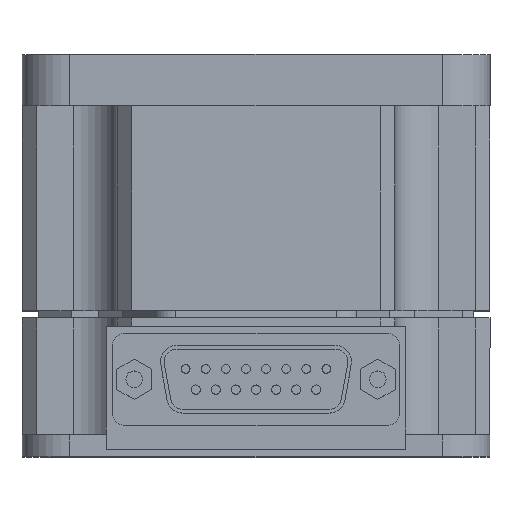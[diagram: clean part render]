
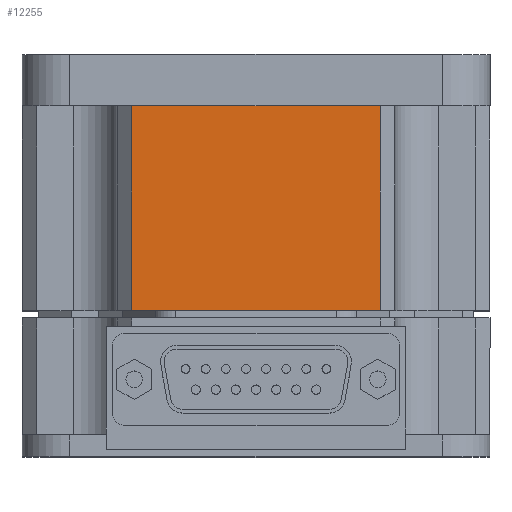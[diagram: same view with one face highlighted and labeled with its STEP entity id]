
A CAD part, top view. The second image highlights one B-rep face of the part: STEP entity #12255.
In plain terms, the highlighted planar face has unit normal (0, 0, 1).
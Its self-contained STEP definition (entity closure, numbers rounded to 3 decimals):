
#159 = FACE_OUTER_BOUND ( 'NONE', #2880, .T. ) ;
#895 = VERTEX_POINT ( 'NONE', #9607 ) ;
#905 = VECTOR ( 'NONE', #2536, 1000. ) ;
#913 = CARTESIAN_POINT ( 'NONE',  ( 17., 20., 32. ) ) ;
#1230 = CARTESIAN_POINT ( 'NONE',  ( -17., 20., 32. ) ) ;
#1694 = VECTOR ( 'NONE', #11388, 1000. ) ;
#1882 = ORIENTED_EDGE ( 'NONE', *, *, #11019, .F. ) ;
#2536 = DIRECTION ( 'NONE',  ( 0., -1., 0. ) ) ;
#2726 = ORIENTED_EDGE ( 'NONE', *, *, #7667, .T. ) ;
#2746 = VERTEX_POINT ( 'NONE', #12132 ) ;
#2880 = EDGE_LOOP ( 'NONE', ( #1882, #12256, #2726, #3104 ) ) ;
#3104 = ORIENTED_EDGE ( 'NONE', *, *, #6754, .F. ) ;
#3134 = VERTEX_POINT ( 'NONE', #7060 ) ;
#3233 = DIRECTION ( 'NONE',  ( 0., 0., -1. ) ) ;
#3979 = VERTEX_POINT ( 'NONE', #913 ) ;
#4094 = LINE ( 'NONE', #1230, #5306 ) ;
#4716 = AXIS2_PLACEMENT_3D ( 'NONE', #12343, #3233, #7286 ) ;
#5054 = CARTESIAN_POINT ( 'NONE',  ( 25.5, 48., 32. ) ) ;
#5306 = VECTOR ( 'NONE', #10340, 1000. ) ;
#6369 = CARTESIAN_POINT ( 'NONE',  ( 17., 500000., 32. ) ) ;
#6754 = EDGE_CURVE ( 'NONE', #895, #3979, #10568, .T. ) ;
#7060 = CARTESIAN_POINT ( 'NONE',  ( -17., 48., 32. ) ) ;
#7286 = DIRECTION ( 'NONE',  ( -1., 0., 0. ) ) ;
#7296 = DIRECTION ( 'NONE',  ( 0., -1., 0. ) ) ;
#7522 = CARTESIAN_POINT ( 'NONE',  ( -17., 500000., 32. ) ) ;
#7667 = EDGE_CURVE ( 'NONE', #2746, #3979, #4094, .T. ) ;
#8598 = LINE ( 'NONE', #7522, #905 ) ;
#8683 = VECTOR ( 'NONE', #7296, 1000. ) ;
#9124 = LINE ( 'NONE', #5054, #1694 ) ;
#9607 = CARTESIAN_POINT ( 'NONE',  ( 17., 48., 32. ) ) ;
#10340 = DIRECTION ( 'NONE',  ( 1., 0., 0. ) ) ;
#10568 = LINE ( 'NONE', #6369, #8683 ) ;
#11019 = EDGE_CURVE ( 'NONE', #3134, #895, #9124, .T. ) ;
#11215 = PLANE ( 'NONE',  #4716 ) ;
#11388 = DIRECTION ( 'NONE',  ( 1., 0., 0. ) ) ;
#12132 = CARTESIAN_POINT ( 'NONE',  ( -17., 20., 32. ) ) ;
#12255 = ADVANCED_FACE ( 'NONE', ( #159 ), #11215, .F. ) ;
#12256 = ORIENTED_EDGE ( 'NONE', *, *, #12579, .T. ) ;
#12343 = CARTESIAN_POINT ( 'NONE',  ( -17., 500000., 32. ) ) ;
#12579 = EDGE_CURVE ( 'NONE', #3134, #2746, #8598, .T. ) ;
